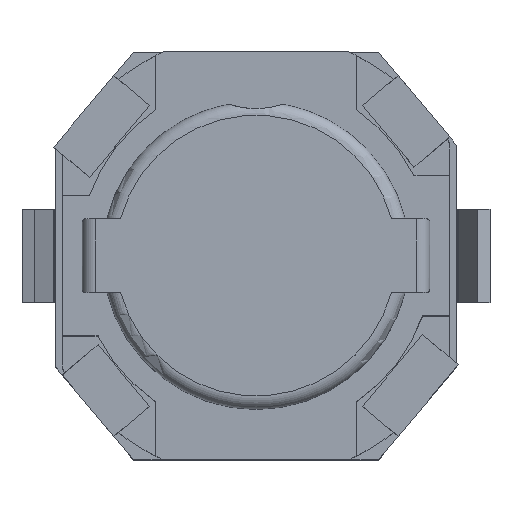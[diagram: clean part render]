
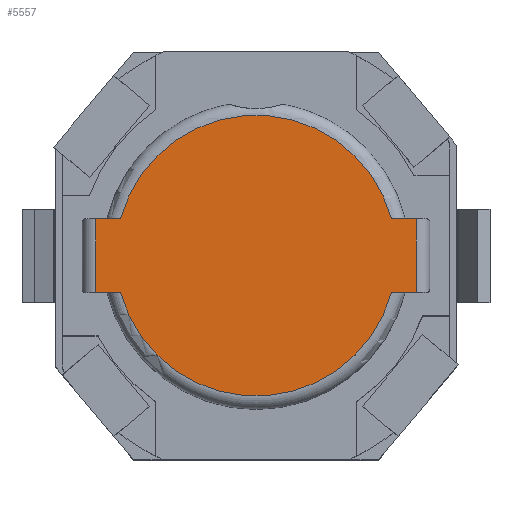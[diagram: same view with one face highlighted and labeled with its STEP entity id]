
A CAD part, top view. The second image highlights one B-rep face of the part: STEP entity #5557.
In plain terms, the highlighted planar face has unit normal (0, 0, 1).
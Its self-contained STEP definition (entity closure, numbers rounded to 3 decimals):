
#5500 = VERTEX_POINT('',#5501);
#5501 = CARTESIAN_POINT('',(2.4,-0.55,
    5.));
#5539 = VERTEX_POINT('',#5540);
#5540 = CARTESIAN_POINT('',(2.4,0.55,5.
    ));
#5547 = EDGE_CURVE('',#5500,#5539,#5548,.T.);
#5548 = LINE('',#5549,#5550);
#5549 = CARTESIAN_POINT('',(2.4,0.55,5.
    ));
#5550 = VECTOR('',#5551,1.);
#5551 = DIRECTION('',(0.,1.,0.));
#5557 = ADVANCED_FACE('',(#5558),#5617,.T.);
#5558 = FACE_BOUND('',#5559,.T.);
#5559 = EDGE_LOOP('',(#5560,#5570,#5578,#5586,#5595,#5601,#5602,#5610));
#5560 = ORIENTED_EDGE('',*,*,#5561,.T.);
#5561 = EDGE_CURVE('',#5562,#5564,#5566,.T.);
#5562 = VERTEX_POINT('',#5563);
#5563 = CARTESIAN_POINT('',(-2.027,0.55,
    5.));
#5564 = VERTEX_POINT('',#5565);
#5565 = CARTESIAN_POINT('',(-2.4,0.55,
    5.));
#5566 = LINE('',#5567,#5568);
#5567 = CARTESIAN_POINT('',(-2.6,0.55,
    5.));
#5568 = VECTOR('',#5569,1.);
#5569 = DIRECTION('',(-1.,0.,0.));
#5570 = ORIENTED_EDGE('',*,*,#5571,.T.);
#5571 = EDGE_CURVE('',#5564,#5572,#5574,.T.);
#5572 = VERTEX_POINT('',#5573);
#5573 = CARTESIAN_POINT('',(-2.4,-0.55,
    5.));
#5574 = LINE('',#5575,#5576);
#5575 = CARTESIAN_POINT('',(-2.4,-0.55,
    5.));
#5576 = VECTOR('',#5577,1.);
#5577 = DIRECTION('',(0.,-1.,0.));
#5578 = ORIENTED_EDGE('',*,*,#5579,.T.);
#5579 = EDGE_CURVE('',#5572,#5580,#5582,.T.);
#5580 = VERTEX_POINT('',#5581);
#5581 = CARTESIAN_POINT('',(-2.027,-0.55,
    5.));
#5582 = LINE('',#5583,#5584);
#5583 = CARTESIAN_POINT('',(-2.6,-0.55,
    5.));
#5584 = VECTOR('',#5585,1.);
#5585 = DIRECTION('',(1.,0.,0.));
#5586 = ORIENTED_EDGE('',*,*,#5587,.T.);
#5587 = EDGE_CURVE('',#5580,#5588,#5590,.T.);
#5588 = VERTEX_POINT('',#5589);
#5589 = CARTESIAN_POINT('',(2.027,-0.55,
    5.));
#5590 = CIRCLE('',#5591,2.1);
#5591 = AXIS2_PLACEMENT_3D('',#5592,#5593,#5594);
#5592 = CARTESIAN_POINT('',(0.,0.,
    5.));
#5593 = DIRECTION('',(0.,0.,1.));
#5594 = DIRECTION('',(1.,0.,0.));
#5595 = ORIENTED_EDGE('',*,*,#5596,.T.);
#5596 = EDGE_CURVE('',#5588,#5500,#5597,.T.);
#5597 = LINE('',#5598,#5599);
#5598 = CARTESIAN_POINT('',(2.233,-0.55,
    5.));
#5599 = VECTOR('',#5600,1.);
#5600 = DIRECTION('',(1.,0.,0.));
#5601 = ORIENTED_EDGE('',*,*,#5547,.T.);
#5602 = ORIENTED_EDGE('',*,*,#5603,.T.);
#5603 = EDGE_CURVE('',#5539,#5604,#5606,.T.);
#5604 = VERTEX_POINT('',#5605);
#5605 = CARTESIAN_POINT('',(2.027,0.55,5.
    ));
#5606 = LINE('',#5607,#5608);
#5607 = CARTESIAN_POINT('',(2.233,0.55,5.
    ));
#5608 = VECTOR('',#5609,1.);
#5609 = DIRECTION('',(-1.,0.,0.));
#5610 = ORIENTED_EDGE('',*,*,#5611,.T.);
#5611 = EDGE_CURVE('',#5604,#5562,#5612,.T.);
#5612 = CIRCLE('',#5613,2.1);
#5613 = AXIS2_PLACEMENT_3D('',#5614,#5615,#5616);
#5614 = CARTESIAN_POINT('',(0.,0.,
    5.));
#5615 = DIRECTION('',(0.,0.,1.));
#5616 = DIRECTION('',(1.,0.,0.));
#5617 = PLANE('',#5618);
#5618 = AXIS2_PLACEMENT_3D('',#5619,#5620,#5621);
#5619 = CARTESIAN_POINT('',(0.,0.,
    5.));
#5620 = DIRECTION('',(0.,0.,1.));
#5621 = DIRECTION('',(1.,0.,0.));
